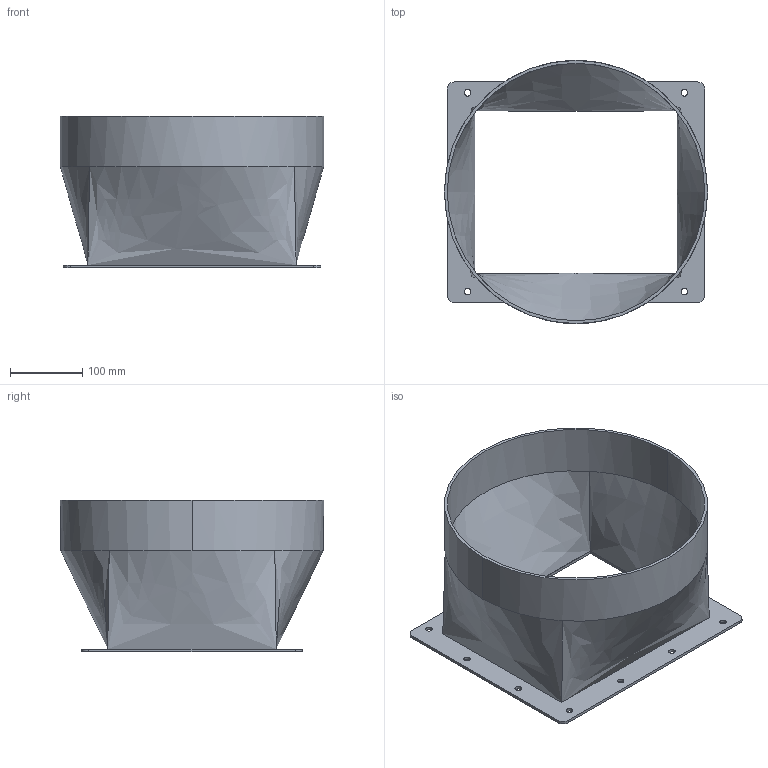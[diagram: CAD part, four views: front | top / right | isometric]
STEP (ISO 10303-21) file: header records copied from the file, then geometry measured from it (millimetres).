
FILE_DESCRIPTION (( 'STEP AP203' ), '1' );
FILE_NAME ('Raccordo QT 350.STEP', '2022-03-30T12:49:10', ( '' ), ( '' ), 'SwSTEP 2.0', 'SolidWorks 2018', '' );
FILE_SCHEMA (( 'CONFIG_CONTROL_DESIGN' ));
Length unit declared in the file: millimetre
Products named in the file (1): Raccordo QT 350
Bounding box: 364 x 364 x 210 mm (x, y, z)
Volume: 1094099.4 mm3; surface area: 559056.1 mm2
Topology: 1 solids, 1 shells, 55 faces, 150 edges, 98 vertices
Faces by surface type: cylinder 32, plane 15, bspline 8
Entity records: 7271 total; most frequent: CARTESIAN_POINT 5742, ORIENTED_EDGE 300, DIRECTION 295, EDGE_CURVE 150, AXIS2_PLACEMENT_3D 114, VERTEX_POINT 98, EDGE_LOOP 82, VECTOR 67
